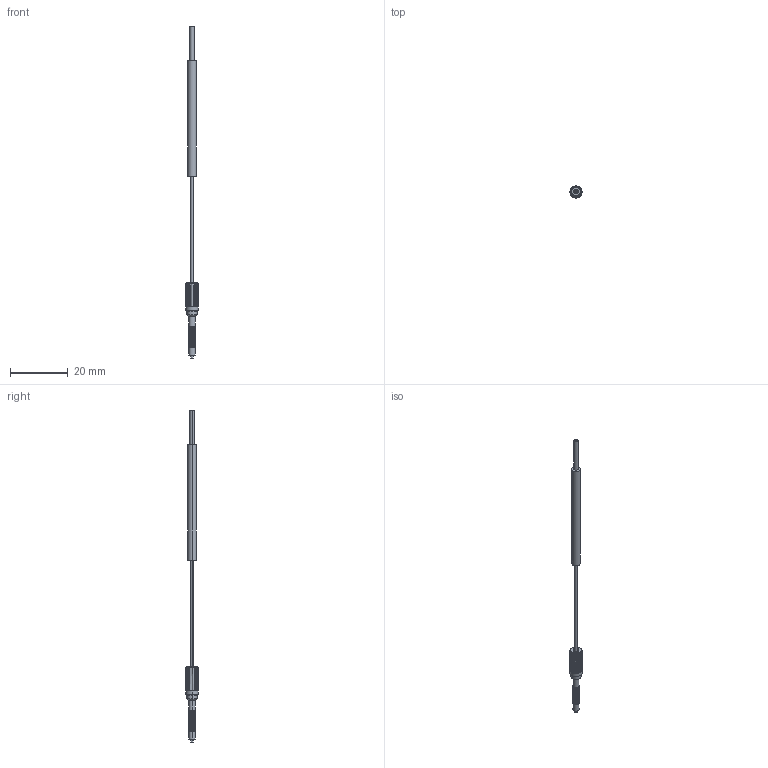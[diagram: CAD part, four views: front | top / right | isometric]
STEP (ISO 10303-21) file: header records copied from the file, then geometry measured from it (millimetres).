
FILE_DESCRIPTION((''),'2;1');
FILE_NAME('PTE15Y10_ASM','2020-06-08T14:45:49',('Administrator'),(''),'CREO PARAMETRIC BY PTC INC, 2018400','CREO PARAMETRIC BY PTC INC, 2018400','');
FILE_SCHEMA(('AUTOMOTIVE_DESIGN { 1 0 10303 214 1 1 1 1 }'));
Length unit declared in the file: millimetre
Products named in the file (8): 15-10-15__; 10XIAN___; JW22_10____; 30-40G; 10_DANXIAN____ASM; 10-5-15; 5-25-15; PTE15Y10_ASM
Assembly tree (7 placements, depth 3):
  PTE15Y10_ASM
    15-10-15__
    10_DANXIAN____ASM
      10XIAN___
      JW22_10____
      30-40G
    10-5-15
    5-25-15
Bounding box: 4.2 x 4.2 x 115 mm (x, y, z)
Volume: 491.8 mm3; surface area: 1530.6 mm2
Topology: 6 solids, 6 shells, 396 faces, 940 edges, 558 vertices
Faces by surface type: cylinder 202, plane 114, torus 76, cone 4
Entity records: 12327 total; most frequent: CARTESIAN_POINT 2383, DIRECTION 2302, ORIENTED_EDGE 1880, AXIS2_PLACEMENT_3D 1048, EDGE_CURVE 940, CIRCLE 634, VERTEX_POINT 558, EDGE_LOOP 408
